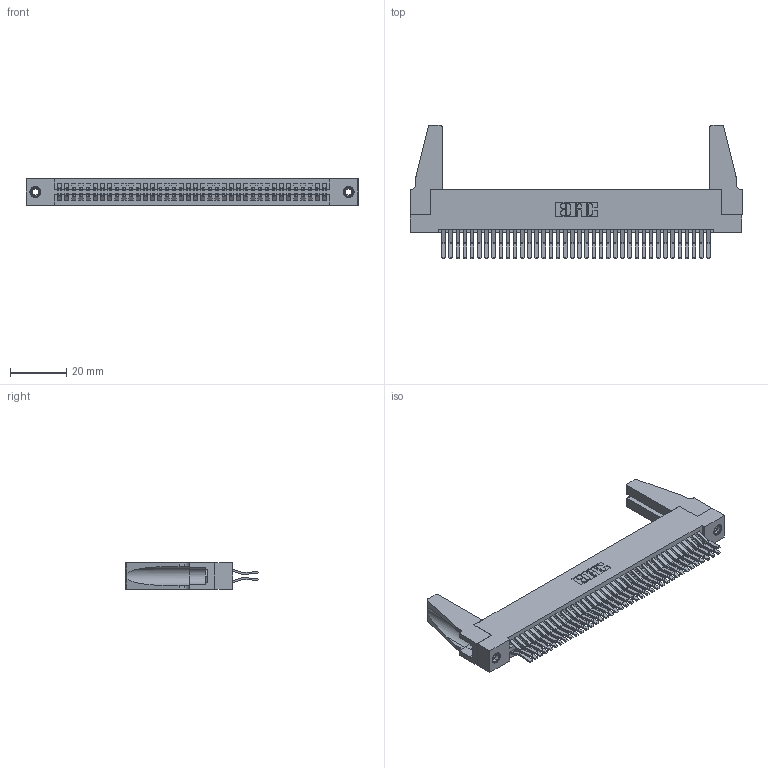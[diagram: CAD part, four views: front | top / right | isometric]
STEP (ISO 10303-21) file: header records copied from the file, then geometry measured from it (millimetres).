
FILE_DESCRIPTION (( 'STEP AP203' ), '1' );
FILE_NAME ('395-076-560-288.STEP', '2019-10-24T17:58:29', ( '' ), ( '' ), 'SwSTEP 2.0', 'SolidWorks 2016', '' );
FILE_SCHEMA (( 'CONFIG_CONTROL_DESIGN' ));
Length unit declared in the file: inch
Products named in the file (5): 345 Part_Flush Mounting Lugs - 0.156 Dia-TH; 345-292-001_560 Tail; 345-250-001_345-250-001-102; 345-220-078_345-220-088; 395-076-560-288
Assembly tree (81 placements, depth 2):
  395-076-560-288
    345 Part_Flush Mounting Lugs - 0.156 Dia-TH
    345-292-001_560 Tail  x76
    345-250-001_345-250-001-102  x2
    345-220-078_345-220-088  x2
Bounding box: 117.75 x 47.31 x 9.4 mm (x, y, z)
Volume: 15152.3 mm3; surface area: 21915.8 mm2
Topology: 81 solids, 81 shells, 4202 faces, 12435 edges, 8178 vertices
Faces by surface type: plane 2660, cylinder 1526, cone 12, torus 4
Entity records: 32590 total; most frequent: CARTESIAN_POINT 5462, ORIENTED_EDGE 5356, DIRECTION 4830, EDGE_CURVE 2678, LINE 2348, VECTOR 2348, VERTEX_POINT 1778, AXIS2_PLACEMENT_3D 1241
